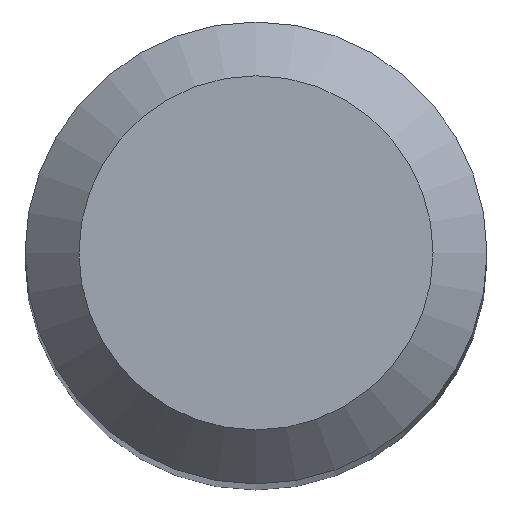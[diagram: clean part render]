
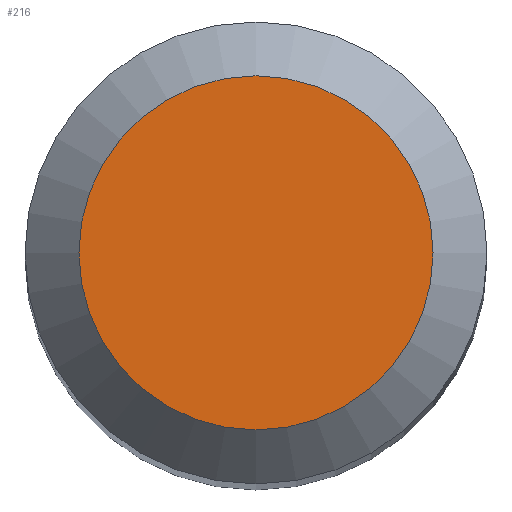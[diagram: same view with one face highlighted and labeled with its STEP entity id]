
A CAD part, top view. The second image highlights one B-rep face of the part: STEP entity #216.
In plain terms, the highlighted planar face has unit normal (0, 0, 1).
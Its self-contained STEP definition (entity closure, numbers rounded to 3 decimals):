
#33 = VERTEX_POINT ( 'NONE', #184 ) ;
#73 = EDGE_LOOP ( 'NONE', ( #225 ) ) ;
#100 = EDGE_CURVE ( 'NONE', #33, #33, #257, .T. ) ;
#130 = DIRECTION ( 'NONE',  ( 0., 0., -1. ) ) ;
#141 = CARTESIAN_POINT ( 'NONE',  ( 0., 0., 79. ) ) ;
#143 = FACE_OUTER_BOUND ( 'NONE', #73, .T. ) ;
#161 = DIRECTION ( 'NONE',  ( 0., 0., -1. ) ) ;
#162 = PLANE ( 'NONE',  #191 ) ;
#181 = DIRECTION ( 'NONE',  ( 0., 1., 0. ) ) ;
#184 = CARTESIAN_POINT ( 'NONE',  ( 0., 2.3, 79. ) ) ;
#191 = AXIS2_PLACEMENT_3D ( 'NONE', #207, #130, #229 ) ;
#207 = CARTESIAN_POINT ( 'NONE',  ( 0., 0., 79. ) ) ;
#210 = AXIS2_PLACEMENT_3D ( 'NONE', #141, #161, #181 ) ;
#216 = ADVANCED_FACE ( 'NONE', ( #143 ), #162, .F. ) ;
#225 = ORIENTED_EDGE ( 'NONE', *, *, #100, .F. ) ;
#229 = DIRECTION ( 'NONE',  ( 0., 1., 0. ) ) ;
#257 = CIRCLE ( 'NONE', #210, 2.3 ) ;
